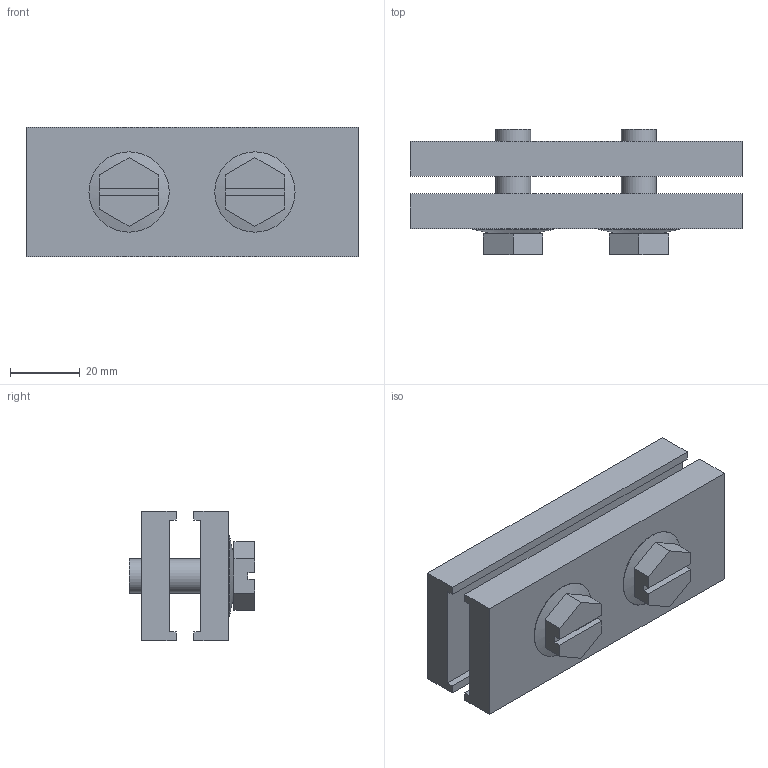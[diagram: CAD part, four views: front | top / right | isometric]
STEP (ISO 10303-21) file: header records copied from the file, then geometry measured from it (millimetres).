
FILE_DESCRIPTION(/* description */ ('STEP AP214'),/* implementation_level */ '2;1');
FILE_NAME(/* name */ '01141',/* time_stamp */ '2023-09-28T15:09:15+02:00',/* author */ ('License CC BY-ND 4.0'),/* organization */ ('CADENAS'),/* preprocessor_version */ 'ST-DEVELOPER v19.3',/* originating_system */ 'PARTsolutions',/* authorisation */ ' ');
FILE_SCHEMA (('AUTOMOTIVE_DESIGN {1 0 10303 214 3 1 1}'));
Length unit declared in the file: millimetre
Products named in the file (4): 01141; 80053000; 76495000; 76494000
Assembly tree (4 placements, depth 2):
  01141
    80053000  x2
    76495000
    76494000
Bounding box: 95 x 36 x 37 mm (x, y, z)
Volume: 63750.5 mm3; surface area: 25155.3 mm2
Topology: 4 solids, 4 shells, 58 faces, 142 edges, 96 vertices
Faces by surface type: plane 48, cylinder 6, cone 4
Full cylindrical faces by diameter (mm): 10 x6
Entity records: 1268 total; most frequent: CARTESIAN_POINT 202, DIRECTION 196, ORIENTED_EDGE 182, EDGE_CURVE 91, LINE 78, VECTOR 78, VERTEX_POINT 65, AXIS2_PLACEMENT_3D 59
